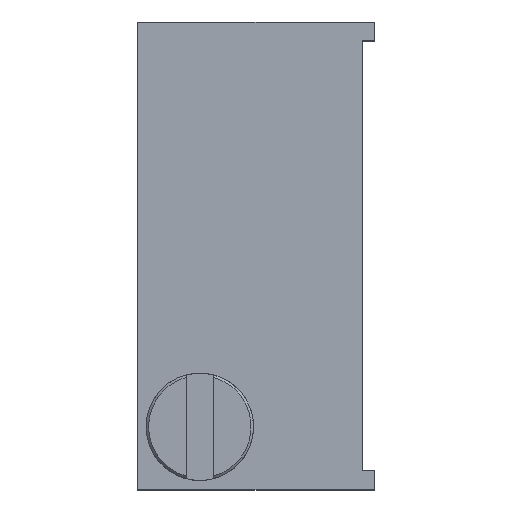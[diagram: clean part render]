
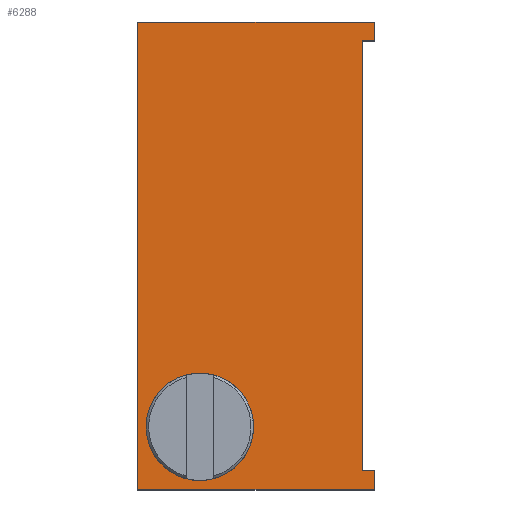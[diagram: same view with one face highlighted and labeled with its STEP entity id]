
A CAD part, top view. The second image highlights one B-rep face of the part: STEP entity #6288.
In plain terms, the highlighted planar face has unit normal (0, 0, 1).
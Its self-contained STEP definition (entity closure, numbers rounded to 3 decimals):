
#205=FACE_BOUND('',#1083,.T.);
#223=PLANE('',#6662);
#741=FACE_OUTER_BOUND('',#1082,.T.);
#1082=EDGE_LOOP('',(#4422,#4423,#4424,#4425,#4426,#4427,#4428,#4429));
#1083=EDGE_LOOP('',(#4430,#4431));
#1421=LINE('',#7807,#1959);
#1518=LINE('',#10018,#2056);
#1536=LINE('',#10054,#2074);
#1540=LINE('',#10061,#2078);
#1544=LINE('',#10068,#2082);
#1545=LINE('',#10071,#2083);
#1546=LINE('',#10073,#2084);
#1547=LINE('',#10074,#2085);
#1959=VECTOR('',#6895,1000.);
#2056=VECTOR('',#6996,1000.);
#2074=VECTOR('',#7022,1000.);
#2078=VECTOR('',#7028,1000.);
#2082=VECTOR('',#7034,1000.);
#2083=VECTOR('',#7037,1000.);
#2084=VECTOR('',#7038,1000.);
#2085=VECTOR('',#7039,1000.);
#2503=CIRCLE('',#6647,1.095);
#2508=CIRCLE('',#6652,1.095);
#2536=VERTEX_POINT('',#7772);
#2537=VERTEX_POINT('',#7773);
#2551=VERTEX_POINT('',#7804);
#2552=VERTEX_POINT('',#7806);
#2800=VERTEX_POINT('',#10016);
#2801=VERTEX_POINT('',#10017);
#2815=VERTEX_POINT('',#10052);
#2817=VERTEX_POINT('',#10059);
#2820=VERTEX_POINT('',#10070);
#2821=VERTEX_POINT('',#10072);
#3168=EDGE_CURVE('',#2536,#2537,#2503,.T.);
#3178=EDGE_CURVE('',#2537,#2536,#2508,.T.);
#3185=EDGE_CURVE('',#2552,#2551,#1421,.T.);
#3435=EDGE_CURVE('',#2800,#2801,#1518,.T.);
#3453=EDGE_CURVE('',#2551,#2815,#1536,.T.);
#3457=EDGE_CURVE('',#2815,#2817,#1540,.T.);
#3461=EDGE_CURVE('',#2801,#2552,#1544,.T.);
#3462=EDGE_CURVE('',#2820,#2817,#1545,.T.);
#3463=EDGE_CURVE('',#2821,#2820,#1546,.T.);
#3464=EDGE_CURVE('',#2821,#2800,#1547,.T.);
#4422=ORIENTED_EDGE('',*,*,#3462,.F.);
#4423=ORIENTED_EDGE('',*,*,#3463,.F.);
#4424=ORIENTED_EDGE('',*,*,#3464,.T.);
#4425=ORIENTED_EDGE('',*,*,#3435,.T.);
#4426=ORIENTED_EDGE('',*,*,#3461,.T.);
#4427=ORIENTED_EDGE('',*,*,#3185,.T.);
#4428=ORIENTED_EDGE('',*,*,#3453,.T.);
#4429=ORIENTED_EDGE('',*,*,#3457,.T.);
#4430=ORIENTED_EDGE('',*,*,#3168,.F.);
#4431=ORIENTED_EDGE('',*,*,#3178,.F.);
#6288=ADVANCED_FACE('',(#741,#205),#223,.T.);
#6647=AXIS2_PLACEMENT_3D('',#7774,#6870,#6871);
#6652=AXIS2_PLACEMENT_3D('',#7791,#6885,#6886);
#6662=AXIS2_PLACEMENT_3D('',#10069,#7035,#7036);
#6870=DIRECTION('center_axis',(0.,0.,1.));
#6871=DIRECTION('ref_axis',(-1.,0.,0.));
#6885=DIRECTION('center_axis',(0.,0.,1.));
#6886=DIRECTION('ref_axis',(-1.,0.,0.));
#6895=DIRECTION('',(0.,-1.,0.));
#6996=DIRECTION('',(0.,1.,0.));
#7022=DIRECTION('',(1.,0.,0.));
#7028=DIRECTION('',(0.,1.,0.));
#7034=DIRECTION('',(-1.,0.,0.));
#7035=DIRECTION('center_axis',(0.,0.,1.));
#7036=DIRECTION('ref_axis',(-1.,0.,0.));
#7037=DIRECTION('',(1.,0.,0.));
#7038=DIRECTION('',(0.,-1.,0.));
#7039=DIRECTION('',(1.,0.,0.));
#7772=CARTESIAN_POINT('',(-0.03,-3.495,10.035));
#7773=CARTESIAN_POINT('',(-2.22,-3.495,10.035));
#7774=CARTESIAN_POINT('Origin',(-1.125,-3.495,10.035));
#7791=CARTESIAN_POINT('Origin',(-1.125,-3.495,10.035));
#7804=CARTESIAN_POINT('',(-2.395,-4.765,10.035));
#7806=CARTESIAN_POINT('',(-2.395,4.765,10.035));
#7807=CARTESIAN_POINT('',(-2.395,4.765,10.035));
#10016=CARTESIAN_POINT('',(2.435,4.385,10.035));
#10017=CARTESIAN_POINT('',(2.435,4.765,10.035));
#10018=CARTESIAN_POINT('',(2.435,4.765,10.035));
#10052=CARTESIAN_POINT('',(2.435,-4.765,10.035));
#10054=CARTESIAN_POINT('',(2.435,-4.765,10.035));
#10059=CARTESIAN_POINT('',(2.435,-4.385,10.035));
#10061=CARTESIAN_POINT('',(2.435,4.765,10.035));
#10068=CARTESIAN_POINT('',(2.435,4.765,10.035));
#10069=CARTESIAN_POINT('Origin',(0.02,0.,
10.035));
#10070=CARTESIAN_POINT('',(2.185,-4.385,10.035));
#10071=CARTESIAN_POINT('',(2.185,-4.385,10.035));
#10072=CARTESIAN_POINT('',(2.185,4.385,10.035));
#10073=CARTESIAN_POINT('',(2.185,-4.385,10.035));
#10074=CARTESIAN_POINT('',(2.185,4.385,10.035));
